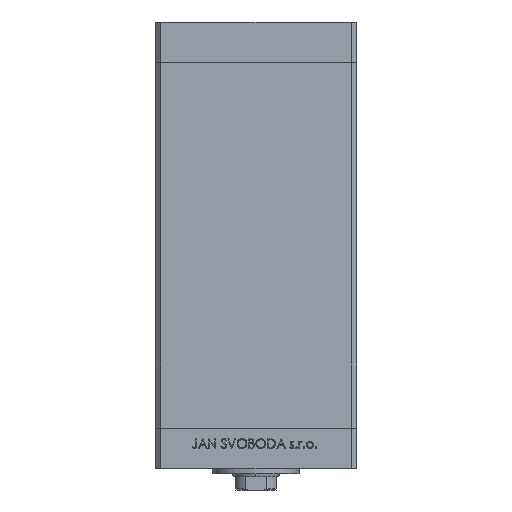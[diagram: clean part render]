
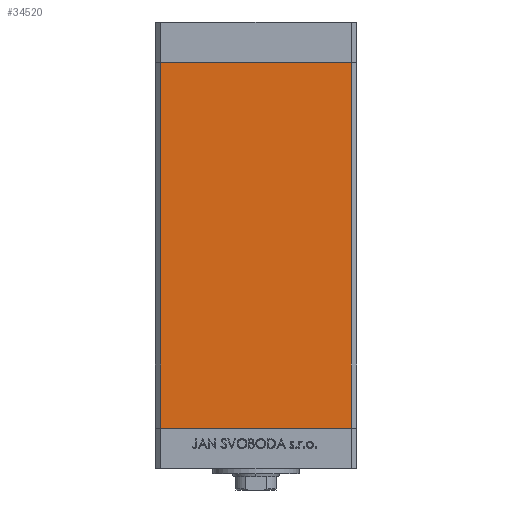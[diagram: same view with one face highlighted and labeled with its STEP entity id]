
A CAD part, front view. The second image highlights one B-rep face of the part: STEP entity #34520.
In plain terms, the highlighted planar face has unit normal (0, -1, 0).
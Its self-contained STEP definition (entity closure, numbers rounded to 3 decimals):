
#137 = ORIENTED_EDGE ( 'NONE', *, *, #25905, .T. ) ;
#318 = ORIENTED_EDGE ( 'NONE', *, *, #23724, .T. ) ;
#2933 = CARTESIAN_POINT ( 'NONE',  ( -35.5, -32.5, 136. ) ) ;
#7110 = EDGE_CURVE ( 'NONE', #29970, #45489, #9016, .T. ) ;
#7584 = AXIS2_PLACEMENT_3D ( 'NONE', #23731, #38016, #19791 ) ;
#8641 = VECTOR ( 'NONE', #11723, 1000. ) ;
#8703 = FACE_OUTER_BOUND ( 'NONE', #36880, .T. ) ;
#8757 = VECTOR ( 'NONE', #28668, 1000. ) ;
#9016 = LINE ( 'NONE', #9258, #45431 ) ;
#9198 = CARTESIAN_POINT ( 'NONE',  ( 35.5, -32.5, 0. ) ) ;
#9258 = CARTESIAN_POINT ( 'NONE',  ( 35.5, -32.5, 136. ) ) ;
#11723 = DIRECTION ( 'NONE',  ( 1., 0., 0. ) ) ;
#13872 = LINE ( 'NONE', #36791, #8757 ) ;
#17873 = CARTESIAN_POINT ( 'NONE',  ( -35.5, -32.5, 136. ) ) ;
#19393 = EDGE_CURVE ( 'NONE', #45983, #29970, #13872, .T. ) ;
#19791 = DIRECTION ( 'NONE',  ( 0., 0., 1. ) ) ;
#22259 = VECTOR ( 'NONE', #37157, 1000. ) ;
#23724 = EDGE_CURVE ( 'NONE', #45983, #26122, #36655, .T. ) ;
#23731 = CARTESIAN_POINT ( 'NONE',  ( -35.5, -32.5, 136. ) ) ;
#25130 = ORIENTED_EDGE ( 'NONE', *, *, #7110, .F. ) ;
#25905 = EDGE_CURVE ( 'NONE', #26122, #45489, #26771, .T. ) ;
#26122 = VERTEX_POINT ( 'NONE', #45599 ) ;
#26498 = CARTESIAN_POINT ( 'NONE',  ( 35.5, -32.5, 136. ) ) ;
#26771 = LINE ( 'NONE', #35350, #8641 ) ;
#28668 = DIRECTION ( 'NONE',  ( 1., 0., 0. ) ) ;
#29970 = VERTEX_POINT ( 'NONE', #26498 ) ;
#34520 = ADVANCED_FACE ( 'NONE', ( #8703 ), #42669, .F. ) ;
#35350 = CARTESIAN_POINT ( 'NONE',  ( -35.5, -32.5, 0. ) ) ;
#36655 = LINE ( 'NONE', #2933, #22259 ) ;
#36791 = CARTESIAN_POINT ( 'NONE',  ( -35.5, -32.5, 136. ) ) ;
#36880 = EDGE_LOOP ( 'NONE', ( #137, #25130, #38158, #318 ) ) ;
#37157 = DIRECTION ( 'NONE',  ( 0., 0., -1. ) ) ;
#38016 = DIRECTION ( 'NONE',  ( 0., 1., 0. ) ) ;
#38158 = ORIENTED_EDGE ( 'NONE', *, *, #19393, .F. ) ;
#38815 = DIRECTION ( 'NONE',  ( 0., 0., -1. ) ) ;
#42669 = PLANE ( 'NONE',  #7584 ) ;
#45431 = VECTOR ( 'NONE', #38815, 1000. ) ;
#45489 = VERTEX_POINT ( 'NONE', #9198 ) ;
#45599 = CARTESIAN_POINT ( 'NONE',  ( -35.5, -32.5, 0. ) ) ;
#45983 = VERTEX_POINT ( 'NONE', #17873 ) ;
